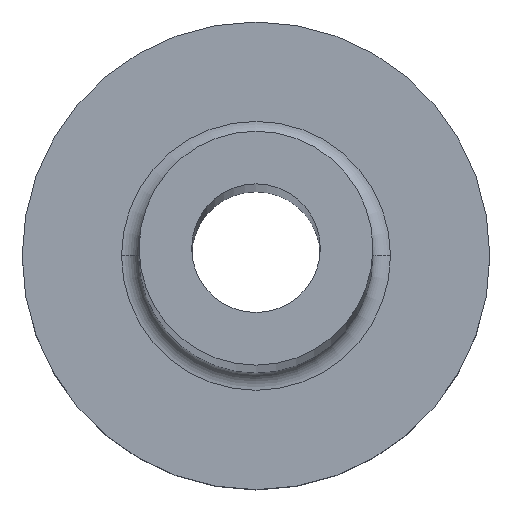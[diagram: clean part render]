
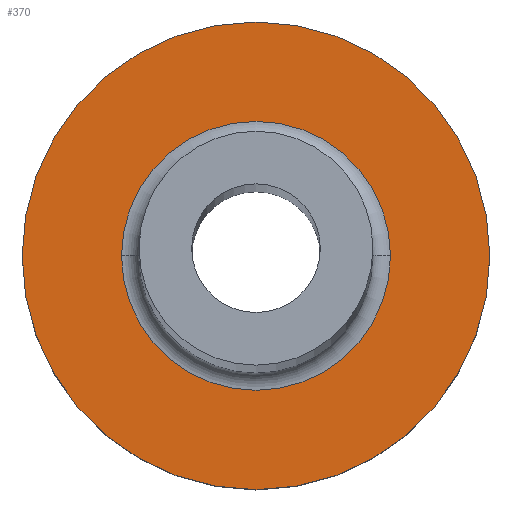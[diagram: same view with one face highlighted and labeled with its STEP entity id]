
A CAD part, top view. The second image highlights one B-rep face of the part: STEP entity #370.
In plain terms, the highlighted planar face has unit normal (0, 0, 1).
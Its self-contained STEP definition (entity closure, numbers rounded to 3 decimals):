
#2 = EDGE_LOOP ( 'NONE', ( #295, #245 ) ) ;
#5 = VERTEX_POINT ( 'NONE', #192 ) ;
#28 = EDGE_LOOP ( 'NONE', ( #299, #234 ) ) ;
#31 = FACE_OUTER_BOUND ( 'NONE', #2, .T. ) ;
#36 = DIRECTION ( 'NONE',  ( 1., 0., 0. ) ) ;
#46 = CARTESIAN_POINT ( 'NONE',  ( 0., 0., 3. ) ) ;
#56 = CARTESIAN_POINT ( 'NONE',  ( 4., 0., 3. ) ) ;
#62 = CIRCLE ( 'NONE', #89, 4. ) ;
#67 = FACE_BOUND ( 'NONE', #28, .T. ) ;
#68 = EDGE_CURVE ( 'NONE', #5, #142, #380, .T. ) ;
#81 = VERTEX_POINT ( 'NONE', #103 ) ;
#89 = AXIS2_PLACEMENT_3D ( 'NONE', #231, #240, #267 ) ;
#94 = CARTESIAN_POINT ( 'NONE',  ( 0., 0., 3. ) ) ;
#98 = DIRECTION ( 'NONE',  ( 0., 0., -1. ) ) ;
#101 = EDGE_CURVE ( 'NONE', #81, #238, #324, .T. ) ;
#103 = CARTESIAN_POINT ( 'NONE',  ( 2.3, 0., 3. ) ) ;
#105 = AXIS2_PLACEMENT_3D ( 'NONE', #46, #129, #369 ) ;
#110 = EDGE_CURVE ( 'NONE', #238, #81, #373, .T. ) ;
#129 = DIRECTION ( 'NONE',  ( 0., 0., 1. ) ) ;
#142 = VERTEX_POINT ( 'NONE', #56 ) ;
#184 = AXIS2_PLACEMENT_3D ( 'NONE', #250, #301, #36 ) ;
#192 = CARTESIAN_POINT ( 'NONE',  ( -4., 0., 3. ) ) ;
#222 = DIRECTION ( 'NONE',  ( 0., 0., -1. ) ) ;
#231 = CARTESIAN_POINT ( 'NONE',  ( 0., 0., 3. ) ) ;
#234 = ORIENTED_EDGE ( 'NONE', *, *, #110, .T. ) ;
#238 = VERTEX_POINT ( 'NONE', #322 ) ;
#240 = DIRECTION ( 'NONE',  ( 0., 0., 1. ) ) ;
#242 = AXIS2_PLACEMENT_3D ( 'NONE', #94, #222, #305 ) ;
#245 = ORIENTED_EDGE ( 'NONE', *, *, #261, .T. ) ;
#250 = CARTESIAN_POINT ( 'NONE',  ( 0., 0., 3. ) ) ;
#256 = CARTESIAN_POINT ( 'NONE',  ( 0., 0., 3. ) ) ;
#261 = EDGE_CURVE ( 'NONE', #142, #5, #62, .T. ) ;
#267 = DIRECTION ( 'NONE',  ( 1., 0., 0. ) ) ;
#295 = ORIENTED_EDGE ( 'NONE', *, *, #68, .T. ) ;
#299 = ORIENTED_EDGE ( 'NONE', *, *, #101, .T. ) ;
#301 = DIRECTION ( 'NONE',  ( 0., 0., 1. ) ) ;
#305 = DIRECTION ( 'NONE',  ( 1., 0., 0. ) ) ;
#322 = CARTESIAN_POINT ( 'NONE',  ( -2.3, 0., 3. ) ) ;
#324 = CIRCLE ( 'NONE', #242, 2.3 ) ;
#334 = PLANE ( 'NONE',  #184 ) ;
#335 = DIRECTION ( 'NONE',  ( 1., 0., 0. ) ) ;
#353 = AXIS2_PLACEMENT_3D ( 'NONE', #256, #98, #335 ) ;
#369 = DIRECTION ( 'NONE',  ( 1., 0., 0. ) ) ;
#370 = ADVANCED_FACE ( 'NONE', ( #67, #31 ), #334, .T. ) ;
#373 = CIRCLE ( 'NONE', #353, 2.3 ) ;
#380 = CIRCLE ( 'NONE', #105, 4. ) ;
